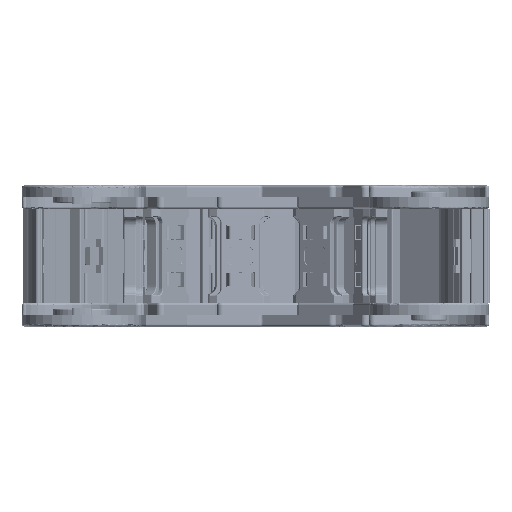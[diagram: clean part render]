
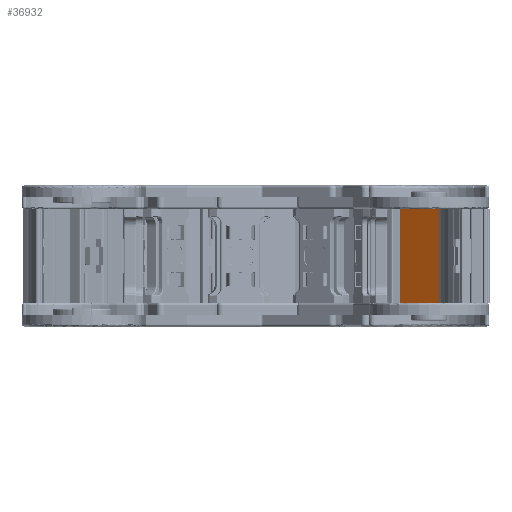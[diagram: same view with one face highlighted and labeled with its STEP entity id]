
A CAD part, left-side view. The second image highlights one B-rep face of the part: STEP entity #36932.
In plain terms, the highlighted face is planar.
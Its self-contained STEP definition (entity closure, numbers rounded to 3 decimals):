
#3133 = VECTOR ( 'NONE', #36560, 1000. ) ;
#3331 = LINE ( 'NONE', #29198, #3904 ) ;
#3400 = DIRECTION ( 'NONE',  ( 0., -1., 0. ) ) ;
#3904 = VECTOR ( 'NONE', #44272, 1000. ) ;
#4006 = DIRECTION ( 'NONE',  ( 1., 0., 0. ) ) ;
#8149 = LINE ( 'NONE', #39469, #3133 ) ;
#10357 = VERTEX_POINT ( 'NONE', #14237 ) ;
#10424 = CARTESIAN_POINT ( 'NONE',  ( -21.867, 72.37, -32.166 ) ) ;
#12591 = FACE_OUTER_BOUND ( 'NONE', #21397, .T. ) ;
#12946 = DIRECTION ( 'NONE',  ( 1., 0., 0. ) ) ;
#13983 = EDGE_CURVE ( 'NONE', #10357, #28707, #8149, .T. ) ;
#14237 = CARTESIAN_POINT ( 'NONE',  ( 3.913, 72.37, -32.166 ) ) ;
#14869 = CARTESIAN_POINT ( 'NONE',  ( 3.913, 72.37, 8.434 ) ) ;
#16508 = CARTESIAN_POINT ( 'NONE',  ( 3.913, 72.37, -32.166 ) ) ;
#20013 = VECTOR ( 'NONE', #12946, 1000. ) ;
#20631 = VERTEX_POINT ( 'NONE', #44294 ) ;
#21081 = PLANE ( 'NONE',  #43235 ) ;
#21397 = EDGE_LOOP ( 'NONE', ( #29787, #31740, #22301, #29633 ) ) ;
#21543 = CARTESIAN_POINT ( 'NONE',  ( 3.913, 72.37, -113.786 ) ) ;
#22301 = ORIENTED_EDGE ( 'NONE', *, *, #13983, .F. ) ;
#24370 = EDGE_CURVE ( 'NONE', #20631, #27435, #3331, .T. ) ;
#27435 = VERTEX_POINT ( 'NONE', #10424 ) ;
#28707 = VERTEX_POINT ( 'NONE', #30012 ) ;
#29198 = CARTESIAN_POINT ( 'NONE',  ( -21.867, 72.37, 67.834 ) ) ;
#29633 = ORIENTED_EDGE ( 'NONE', *, *, #40450, .F. ) ;
#29658 = EDGE_CURVE ( 'NONE', #20631, #28707, #36339, .T. ) ;
#29787 = ORIENTED_EDGE ( 'NONE', *, *, #24370, .F. ) ;
#30012 = CARTESIAN_POINT ( 'NONE',  ( 3.913, 72.37, 8.434 ) ) ;
#31634 = LINE ( 'NONE', #16508, #20013 ) ;
#31740 = ORIENTED_EDGE ( 'NONE', *, *, #29658, .T. ) ;
#34979 = DIRECTION ( 'NONE',  ( 0., 0., 1. ) ) ;
#35221 = VECTOR ( 'NONE', #4006, 1000. ) ;
#36339 = LINE ( 'NONE', #14869, #35221 ) ;
#36560 = DIRECTION ( 'NONE',  ( 0., 0., 1. ) ) ;
#36932 = ADVANCED_FACE ( 'NONE', ( #12591 ), #21081, .F. ) ;
#39469 = CARTESIAN_POINT ( 'NONE',  ( 3.913, 72.37, -113.786 ) ) ;
#40450 = EDGE_CURVE ( 'NONE', #27435, #10357, #31634, .T. ) ;
#43235 = AXIS2_PLACEMENT_3D ( 'NONE', #21543, #3400, #34979 ) ;
#44272 = DIRECTION ( 'NONE',  ( 0., 0., -1. ) ) ;
#44294 = CARTESIAN_POINT ( 'NONE',  ( -21.867, 72.37, 8.434 ) ) ;
